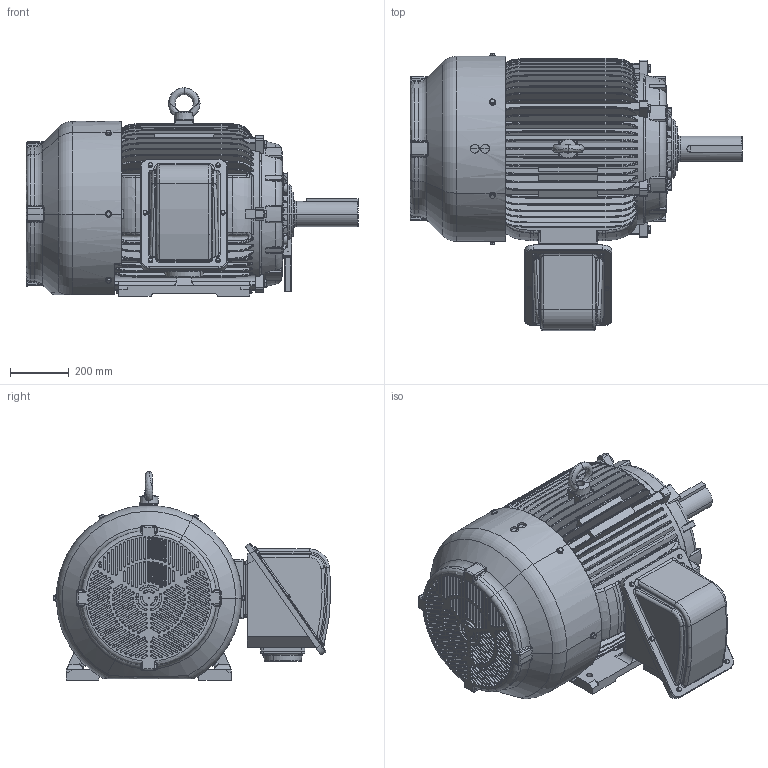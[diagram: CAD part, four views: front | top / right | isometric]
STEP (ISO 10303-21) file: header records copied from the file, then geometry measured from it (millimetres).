
FILE_DESCRIPTION (( 'STEP AP203' ), '1' );
FILE_NAME ('AEHH8N_444T.STEP', '2021-03-08T03:04:14', ( '' ), ( '' ), 'SwSTEP 2.0', 'SolidWorks 2020', '' );
FILE_SCHEMA (( 'CONFIG_CONTROL_DESIGN' ));
Length unit declared in the file: millimetre
Products named in the file (1): AEHH8N_444T
Bounding box: 1127.76 x 942.87 x 708.4 mm (x, y, z)
Surface area: 6176372.3 mm2 (no closed solid volume)
Topology: 0 solids, 52 shells, 4245 faces, 11349 edges, 7341 vertices
Faces by surface type: plane 1453, cylinder 1175, bspline 1160, cone 276, torus 137, sphere 44
Entity records: 213857 total; most frequent: CARTESIAN_POINT 120191, ORIENTED_EDGE 21873, DIRECTION 14614, EDGE_CURVE 11288, VERTEX_POINT 7329, AXIS2_PLACEMENT_3D 5022, B_SPLINE_CURVE_WITH_KNOTS 4693, EDGE_LOOP 4595
